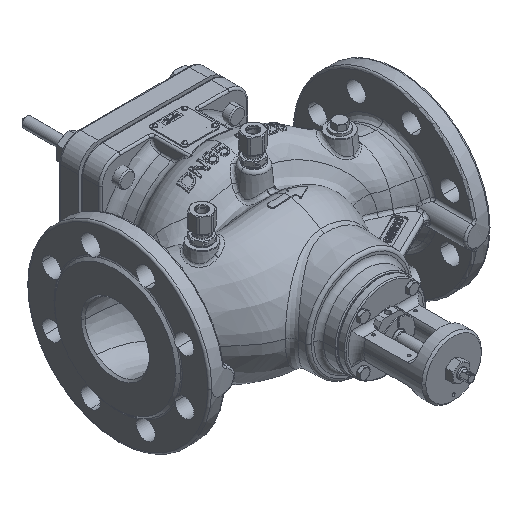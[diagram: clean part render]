
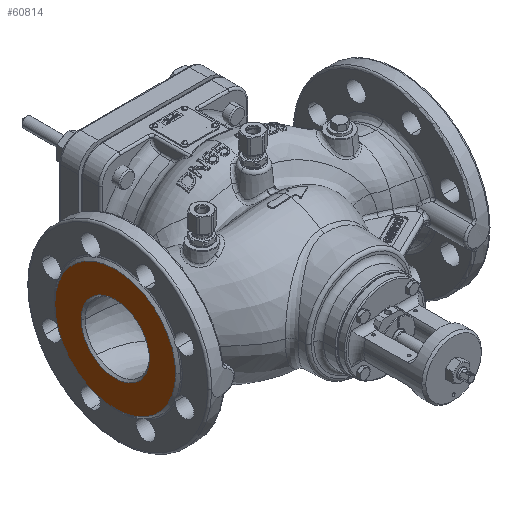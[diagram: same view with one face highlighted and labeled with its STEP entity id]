
A CAD part, isometric view. The second image highlights one B-rep face of the part: STEP entity #60814.
In plain terms, the highlighted planar face has unit normal (-1, 0, 0).
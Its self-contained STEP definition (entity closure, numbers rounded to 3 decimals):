
#14039=CARTESIAN_POINT('',(-145.,0.,0.));
#14040=DIRECTION('',(1.,0.,0.));
#14041=DIRECTION('',(0.,1.,0.));
#14042=AXIS2_PLACEMENT_3D('',#14039,#14040,#14041);
#14079=CARTESIAN_POINT('',(-145.,0.,0.));
#14080=DIRECTION('',(1.,0.,0.));
#14081=DIRECTION('',(0.,1.,0.));
#14082=AXIS2_PLACEMENT_3D('',#14079,#14080,#14081);
#38694=CARTESIAN_POINT('',(-145.,0.,0.));
#38695=DIRECTION('',(1.,0.,0.));
#38696=DIRECTION('',(0.,-1.,0.));
#38697=AXIS2_PLACEMENT_3D('',#38694,#38695,#38696);
#40211=CARTESIAN_POINT('',(-145.,0.,0.));
#40212=DIRECTION('',(1.,0.,0.));
#40213=DIRECTION('',(0.,-1.,0.));
#40214=AXIS2_PLACEMENT_3D('',#40211,#40212,#40213);
#41769=CARTESIAN_POINT('',(-145.,61.,0.));
#41770=CARTESIAN_POINT('',(-145.,-61.,0.));
#41771=VERTEX_POINT('',#41769);
#41772=VERTEX_POINT('',#41770);
#41773=CARTESIAN_POINT('',(-145.,-34.5,0.));
#41774=CARTESIAN_POINT('',(-145.,34.5,0.));
#41775=VERTEX_POINT('',#41773);
#41776=VERTEX_POINT('',#41774);
#60798=CARTESIAN_POINT('',(-145.,0.,0.));
#60799=DIRECTION('',(-1.,0.,0.));
#60800=DIRECTION('',(0.,-1.,0.));
#60801=AXIS2_PLACEMENT_3D('',#60798,#60799,#60800);
#60802=PLANE('',#60801);
#60804=ORIENTED_EDGE('',*,*,#60803,.T.);
#60806=ORIENTED_EDGE('',*,*,#60805,.T.);
#60807=EDGE_LOOP('',(#60804,#60806));
#60808=FACE_OUTER_BOUND('',#60807,.F.);
#60810=ORIENTED_EDGE('',*,*,#60809,.F.);
#60811=ORIENTED_EDGE('',*,*,#60786,.F.);
#60812=EDGE_LOOP('',(#60810,#60811));
#60813=FACE_BOUND('',#60812,.F.);
#14043=CIRCLE('',#14042,34.5);
#14083=CIRCLE('',#14082,61.);
#38698=CIRCLE('',#38697,34.5);
#40215=CIRCLE('',#40214,61.);
#60786=EDGE_CURVE('',#41776,#41775,#14043,.T.);
#60803=EDGE_CURVE('',#41771,#41772,#14083,.T.);
#60805=EDGE_CURVE('',#41772,#41771,#40215,.T.);
#60809=EDGE_CURVE('',#41775,#41776,#38698,.T.);
#60814=ADVANCED_FACE('',(#60808,#60813),#60802,.T.);
